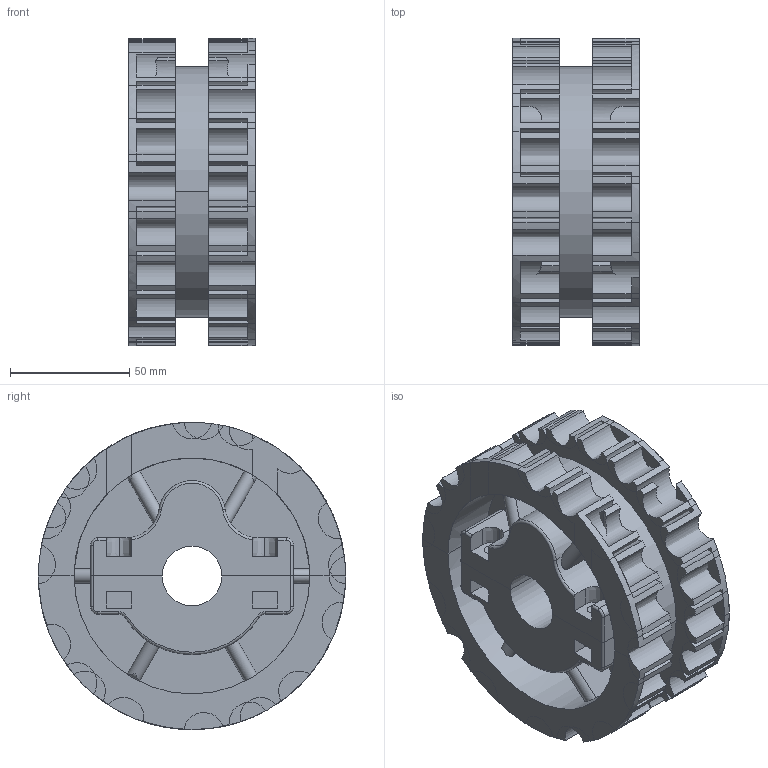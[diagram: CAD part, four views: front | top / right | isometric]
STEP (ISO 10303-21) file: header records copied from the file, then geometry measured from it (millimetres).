
FILE_DESCRIPTION(('CATIA V5 STEP Exchange'),'2;1');
FILE_NAME('312KI2121A.stp','2018-01-03T11:17:10+00:00',('none'),('none'),'CATIA Version 5 Release 21 GA (IN-10)','CATIA V5 STEP AP203','none');
FILE_SCHEMA(('CONFIG_CONTROL_DESIGN'));
Length unit declared in the file: millimetre
Products named in the file (1): 312KI2121A
Bounding box: 53 x 129 x 129 mm (x, y, z)
Volume: 759885.9 mm3; surface area: 191530.2 mm2
Topology: 3 solids, 3 shells, 582 faces, 1655 edges, 1091 vertices
Faces by surface type: cylinder 280, plane 240, torus 42, extrusion 20
Entity records: 15924 total; most frequent: CARTESIAN_POINT 3724, ORIENTED_EDGE 3310, DIRECTION 1601, EDGE_CURVE 1434, VERTEX_POINT 921, AXIS2_PLACEMENT_3D 734, VECTOR 714, LINE 694
